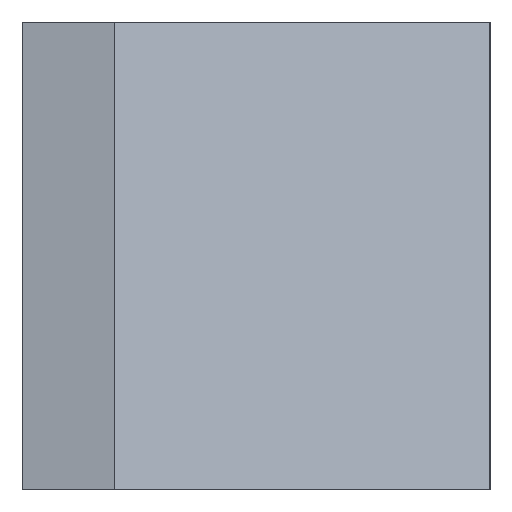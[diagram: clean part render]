
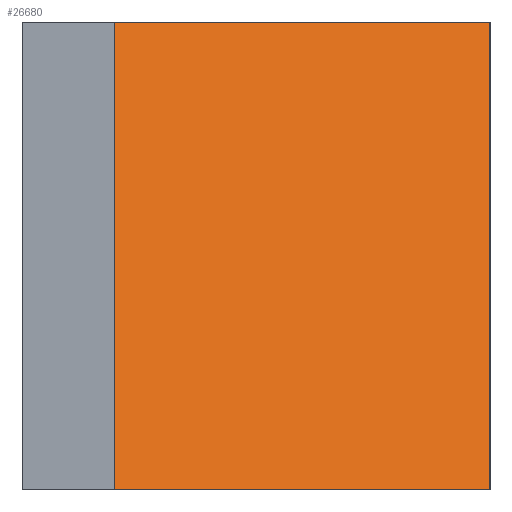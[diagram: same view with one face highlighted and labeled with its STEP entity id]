
A CAD part, left-side view. The second image highlights one B-rep face of the part: STEP entity #26680.
In plain terms, the highlighted planar face has unit normal (-0.943, 0, 0.334).
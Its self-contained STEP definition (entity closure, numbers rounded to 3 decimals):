
#5=DIRECTION('',(0.334,0.,0.942));
#6=VECTOR('',#5,18.038);
#7=CARTESIAN_POINT('',(0.,0.,0.));
#8=LINE('',#7,#6);
#25=DIRECTION('',(0.,-1.,0.));
#26=VECTOR('',#25,13.625);
#27=CARTESIAN_POINT('',(0.,13.625,0.));
#28=LINE('',#27,#26);
#29=DIRECTION('',(0.,-1.,0.));
#30=VECTOR('',#29,13.625);
#31=CARTESIAN_POINT('',(6.029,13.625,17.));
#32=LINE('',#31,#30);
#5133=DIRECTION('',(0.334,0.,0.942));
#5134=VECTOR('',#5133,18.038);
#5135=CARTESIAN_POINT('',(0.,13.625,0.));
#5136=LINE('',#5135,#5134);
#16137=CARTESIAN_POINT('',(0.,0.,0.));
#16139=VERTEX_POINT('',#16137);
#17414=CARTESIAN_POINT('',(0.,13.625,0.));
#17416=VERTEX_POINT('',#17414);
#18669=CARTESIAN_POINT('',(6.029,0.,17.));
#18671=VERTEX_POINT('',#18669);
#19946=CARTESIAN_POINT('',(6.029,13.625,17.));
#19948=VERTEX_POINT('',#19946);
#26668=CARTESIAN_POINT('',(0.,0.,0.));
#26669=DIRECTION('',(0.942,0.,-0.334));
#26670=DIRECTION('',(0.334,0.,0.942));
#26671=AXIS2_PLACEMENT_3D('',#26668,#26669,#26670);
#26672=PLANE('',#26671);
#26673=ORIENTED_EDGE('',*,*,#23923,.F.);
#26675=ORIENTED_EDGE('',*,*,#26674,.T.);
#26676=ORIENTED_EDGE('',*,*,#24032,.T.);
#26677=ORIENTED_EDGE('',*,*,#21360,.F.);
#26678=EDGE_LOOP('',(#26673,#26675,#26676,#26677));
#26679=FACE_OUTER_BOUND('',#26678,.F.);
#21360=EDGE_CURVE('',#16139,#18671,#8,.T.);
#23923=EDGE_CURVE('',#17416,#16139,#28,.T.);
#24032=EDGE_CURVE('',#19948,#18671,#32,.T.);
#26674=EDGE_CURVE('',#17416,#19948,#5136,.T.);
#26680=ADVANCED_FACE('',(#26679),#26672,.F.);
